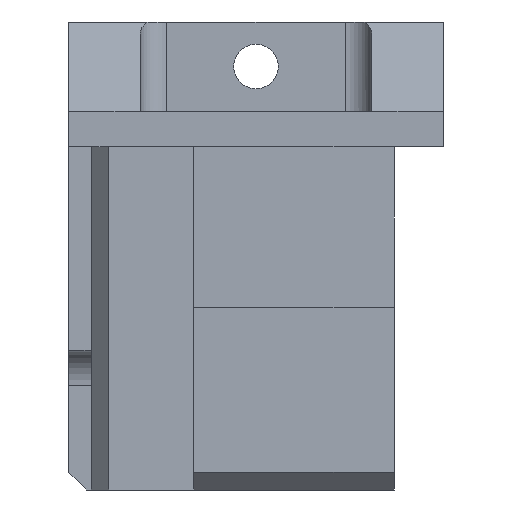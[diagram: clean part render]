
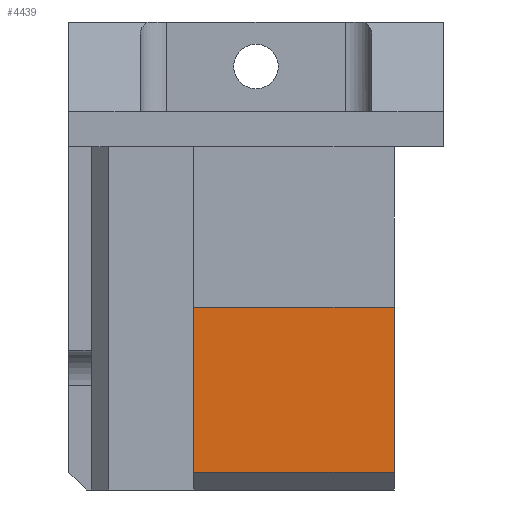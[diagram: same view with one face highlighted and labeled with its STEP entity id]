
A CAD part, left-side view. The second image highlights one B-rep face of the part: STEP entity #4439.
In plain terms, the highlighted planar face has unit normal (-1, 0, 0).
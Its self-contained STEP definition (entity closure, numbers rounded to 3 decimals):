
#184 = PLANE('',#185);
#185 = AXIS2_PLACEMENT_3D('',#186,#187,#188);
#186 = CARTESIAN_POINT('',(0.,5.5,-22.));
#187 = DIRECTION('',(0.,1.,0.));
#188 = DIRECTION('',(-1.,0.,0.));
#1459 = VERTEX_POINT('',#1460);
#1460 = CARTESIAN_POINT('',(0.,5.5,-22.));
#1486 = EDGE_CURVE('',#1459,#1487,#1489,.T.);
#1487 = VERTEX_POINT('',#1488);
#1488 = CARTESIAN_POINT('',(0.,5.5,-40.5));
#1489 = SURFACE_CURVE('',#1490,(#1494,#1501),.PCURVE_S1.);
#1490 = LINE('',#1491,#1492);
#1491 = CARTESIAN_POINT('',(0.,5.5,-22.));
#1492 = VECTOR('',#1493,1.);
#1493 = DIRECTION('',(-0.,-0.,-1.));
#1494 = PCURVE('',#184,#1495);
#1495 = DEFINITIONAL_REPRESENTATION('',(#1496),#1500);
#1496 = LINE('',#1497,#1498);
#1497 = CARTESIAN_POINT('',(-0.,0.));
#1498 = VECTOR('',#1499,1.);
#1499 = DIRECTION('',(-0.,-1.));
#1500 = ( GEOMETRIC_REPRESENTATION_CONTEXT(2) 
PARAMETRIC_REPRESENTATION_CONTEXT() REPRESENTATION_CONTEXT('2D SPACE',''
  ) );
#1501 = PCURVE('',#1502,#1507);
#1502 = PLANE('',#1503);
#1503 = AXIS2_PLACEMENT_3D('',#1504,#1505,#1506);
#1504 = CARTESIAN_POINT('',(0.,42.,-22.));
#1505 = DIRECTION('',(1.,0.,0.));
#1506 = DIRECTION('',(0.,1.,0.));
#1507 = DEFINITIONAL_REPRESENTATION('',(#1508),#1512);
#1508 = LINE('',#1509,#1510);
#1509 = CARTESIAN_POINT('',(-36.5,0.));
#1510 = VECTOR('',#1511,1.);
#1511 = DIRECTION('',(-0.,-1.));
#1512 = ( GEOMETRIC_REPRESENTATION_CONTEXT(2) 
PARAMETRIC_REPRESENTATION_CONTEXT() REPRESENTATION_CONTEXT('2D SPACE',''
  ) );
#1528 = PLANE('',#1529);
#1529 = AXIS2_PLACEMENT_3D('',#1530,#1531,#1532);
#1530 = CARTESIAN_POINT('',(1.,28.,-41.5));
#1531 = DIRECTION('',(0.707,0.,0.707));
#1532 = DIRECTION('',(-0.,-1.,-0.));
#4309 = PLANE('',#4310);
#4310 = AXIS2_PLACEMENT_3D('',#4311,#4312,#4313);
#4311 = CARTESIAN_POINT('',(2.5,28.,-4.));
#4312 = DIRECTION('',(-0.,-1.,-0.));
#4313 = DIRECTION('',(1.,0.,0.));
#4346 = VERTEX_POINT('',#4347);
#4347 = CARTESIAN_POINT('',(0.,28.,-40.5));
#4368 = EDGE_CURVE('',#4346,#1487,#4369,.T.);
#4369 = SURFACE_CURVE('',#4370,(#4374,#4381),.PCURVE_S1.);
#4370 = LINE('',#4371,#4372);
#4371 = CARTESIAN_POINT('',(0.,28.,-40.5));
#4372 = VECTOR('',#4373,1.);
#4373 = DIRECTION('',(-0.,-1.,-0.));
#4374 = PCURVE('',#1528,#4375);
#4375 = DEFINITIONAL_REPRESENTATION('',(#4376),#4380);
#4376 = LINE('',#4377,#4378);
#4377 = CARTESIAN_POINT('',(0.,-1.414));
#4378 = VECTOR('',#4379,1.);
#4379 = DIRECTION('',(1.,0.));
#4380 = ( GEOMETRIC_REPRESENTATION_CONTEXT(2) 
PARAMETRIC_REPRESENTATION_CONTEXT() REPRESENTATION_CONTEXT('2D SPACE',''
  ) );
#4381 = PCURVE('',#1502,#4382);
#4382 = DEFINITIONAL_REPRESENTATION('',(#4383),#4387);
#4383 = LINE('',#4384,#4385);
#4384 = CARTESIAN_POINT('',(-14.,-18.5));
#4385 = VECTOR('',#4386,1.);
#4386 = DIRECTION('',(-1.,0.));
#4387 = ( GEOMETRIC_REPRESENTATION_CONTEXT(2) 
PARAMETRIC_REPRESENTATION_CONTEXT() REPRESENTATION_CONTEXT('2D SPACE',''
  ) );
#4439 = ADVANCED_FACE('',(#4440),#1502,.F.);
#4440 = FACE_BOUND('',#4441,.T.);
#4441 = EDGE_LOOP('',(#4442,#4443,#4471,#4492));
#4442 = ORIENTED_EDGE('',*,*,#1486,.F.);
#4443 = ORIENTED_EDGE('',*,*,#4444,.F.);
#4444 = EDGE_CURVE('',#4445,#1459,#4447,.T.);
#4445 = VERTEX_POINT('',#4446);
#4446 = CARTESIAN_POINT('',(0.,28.,-22.));
#4447 = SURFACE_CURVE('',#4448,(#4452,#4459),.PCURVE_S1.);
#4448 = LINE('',#4449,#4450);
#4449 = CARTESIAN_POINT('',(0.,42.,-22.));
#4450 = VECTOR('',#4451,1.);
#4451 = DIRECTION('',(-0.,-1.,-0.));
#4452 = PCURVE('',#1502,#4453);
#4453 = DEFINITIONAL_REPRESENTATION('',(#4454),#4458);
#4454 = LINE('',#4455,#4456);
#4455 = CARTESIAN_POINT('',(0.,-0.));
#4456 = VECTOR('',#4457,1.);
#4457 = DIRECTION('',(-1.,0.));
#4458 = ( GEOMETRIC_REPRESENTATION_CONTEXT(2) 
PARAMETRIC_REPRESENTATION_CONTEXT() REPRESENTATION_CONTEXT('2D SPACE',''
  ) );
#4459 = PCURVE('',#4460,#4465);
#4460 = PLANE('',#4461);
#4461 = AXIS2_PLACEMENT_3D('',#4462,#4463,#4464);
#4462 = CARTESIAN_POINT('',(0.,42.,-4.));
#4463 = DIRECTION('',(1.,0.,0.));
#4464 = DIRECTION('',(0.,1.,0.));
#4465 = DEFINITIONAL_REPRESENTATION('',(#4466),#4470);
#4466 = LINE('',#4467,#4468);
#4467 = CARTESIAN_POINT('',(-0.,-18.));
#4468 = VECTOR('',#4469,1.);
#4469 = DIRECTION('',(-1.,0.));
#4470 = ( GEOMETRIC_REPRESENTATION_CONTEXT(2) 
PARAMETRIC_REPRESENTATION_CONTEXT() REPRESENTATION_CONTEXT('2D SPACE',''
  ) );
#4471 = ORIENTED_EDGE('',*,*,#4472,.T.);
#4472 = EDGE_CURVE('',#4445,#4346,#4473,.T.);
#4473 = SURFACE_CURVE('',#4474,(#4478,#4485),.PCURVE_S1.);
#4474 = LINE('',#4475,#4476);
#4475 = CARTESIAN_POINT('',(0.,28.,-4.));
#4476 = VECTOR('',#4477,1.);
#4477 = DIRECTION('',(-0.,-0.,-1.));
#4478 = PCURVE('',#1502,#4479);
#4479 = DEFINITIONAL_REPRESENTATION('',(#4480),#4484);
#4480 = LINE('',#4481,#4482);
#4481 = CARTESIAN_POINT('',(-14.,18.));
#4482 = VECTOR('',#4483,1.);
#4483 = DIRECTION('',(-0.,-1.));
#4484 = ( GEOMETRIC_REPRESENTATION_CONTEXT(2) 
PARAMETRIC_REPRESENTATION_CONTEXT() REPRESENTATION_CONTEXT('2D SPACE',''
  ) );
#4485 = PCURVE('',#4309,#4486);
#4486 = DEFINITIONAL_REPRESENTATION('',(#4487),#4491);
#4487 = LINE('',#4488,#4489);
#4488 = CARTESIAN_POINT('',(-2.5,0.));
#4489 = VECTOR('',#4490,1.);
#4490 = DIRECTION('',(-0.,-1.));
#4491 = ( GEOMETRIC_REPRESENTATION_CONTEXT(2) 
PARAMETRIC_REPRESENTATION_CONTEXT() REPRESENTATION_CONTEXT('2D SPACE',''
  ) );
#4492 = ORIENTED_EDGE('',*,*,#4368,.T.);
